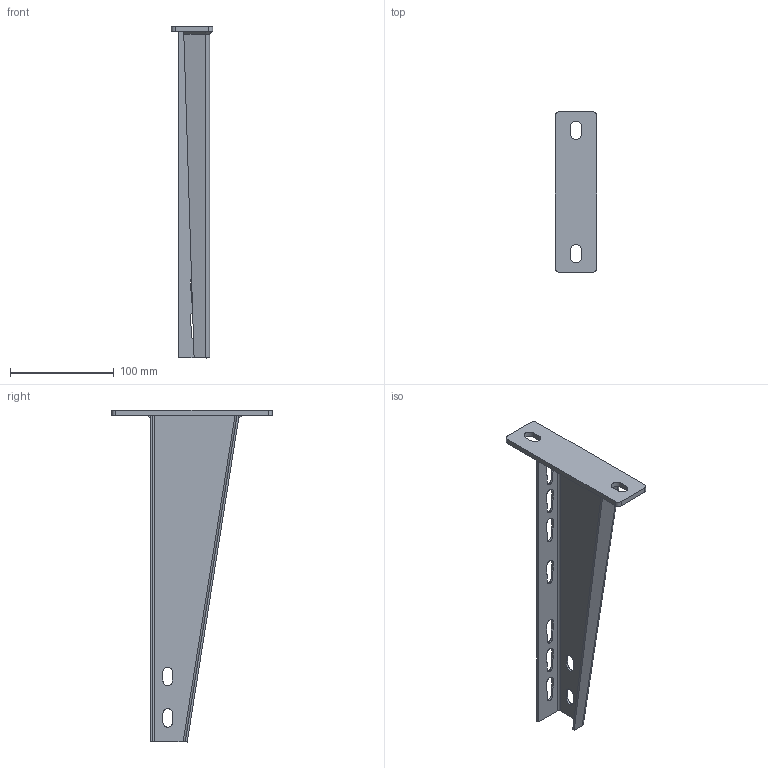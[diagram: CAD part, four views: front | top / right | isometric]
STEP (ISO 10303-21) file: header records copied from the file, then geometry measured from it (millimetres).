
FILE_DESCRIPTION((''),'2;1');
FILE_NAME('712130_ASM','2018-11-08T18:00:59',('tomasz.grudniewski'),(''),'CREO PARAMETRIC BY PTC INC, 2018260','CREO PARAMETRIC BY PTC INC, 2018260','');
FILE_SCHEMA(('CONFIG_CONTROL_DESIGN'));
Length unit declared in the file: millimetre
Products named in the file (3): PODSTAWA_40X155_PRT; WWCN_RAMIE_300_PRT; 712130_ASM
Assembly tree (2 placements, depth 2):
  712130_ASM
    PODSTAWA_40X155_PRT
    WWCN_RAMIE_300_PRT
Bounding box: 40 x 155 x 320.35 mm (x, y, z)
Volume: 91720.6 mm3; surface area: 79949.4 mm2
Topology: 2 solids, 3 shells, 109 faces, 300 edges, 196 vertices
Faces by surface type: plane 75, cylinder 30, bspline 3, cone 1
Entity records: 3696 total; most frequent: CARTESIAN_POINT 769, ORIENTED_EDGE 588, DIRECTION 574, EDGE_CURVE 300, VECTOR 236, LINE 236, VERTEX_POINT 196, AXIS2_PLACEMENT_3D 169
